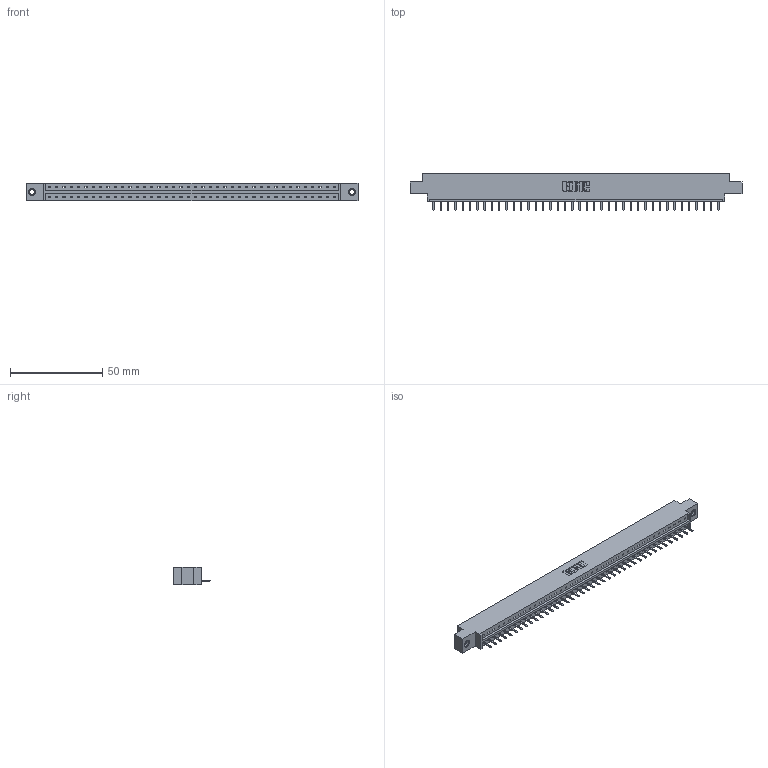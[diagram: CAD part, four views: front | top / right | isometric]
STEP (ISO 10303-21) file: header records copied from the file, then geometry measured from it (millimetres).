
FILE_DESCRIPTION (( 'STEP AP203' ), '1' );
FILE_NAME ('833-040-520-607.STEP', '2020-06-03T15:52:04', ( '' ), ( '' ), 'SwSTEP 2.0', 'SolidWorks 2020', '' );
FILE_SCHEMA (( 'CONFIG_CONTROL_DESIGN' ));
Length unit declared in the file: inch
Products named in the file (4): 345-292-001_345-293-120; 345-250-001_345-250-005-103; 833 Part_Offset - .156 Dia - TI; 833-040-520-607
Assembly tree (43 placements, depth 2):
  833-040-520-607
    833 Part_Offset - .156 Dia - TI
    345-292-001_345-293-120  x40
    345-250-001_345-250-005-103  x2
Bounding box: 180.04 x 20.02 x 9.4 mm (x, y, z)
Volume: 17743 mm3; surface area: 19016.5 mm2
Topology: 43 solids, 43 shells, 2658 faces, 7819 edges, 5098 vertices
Faces by surface type: plane 1866, cylinder 776, cone 12, torus 4
Entity records: 26144 total; most frequent: CARTESIAN_POINT 4505, ORIENTED_EDGE 4462, DIRECTION 3825, EDGE_CURVE 2231, VECTOR 2079, LINE 2079, VERTEX_POINT 1480, AXIS2_PLACEMENT_3D 873
